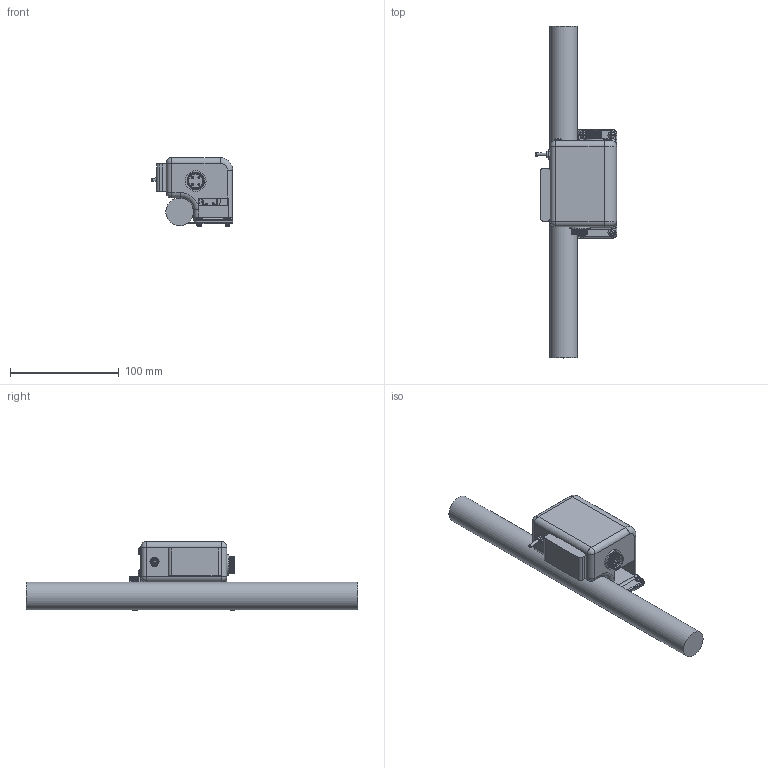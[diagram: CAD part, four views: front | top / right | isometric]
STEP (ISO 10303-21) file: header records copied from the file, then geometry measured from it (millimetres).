
FILE_DESCRIPTION(/* description */ (''),/* implementation_level */ '2;1');
FILE_NAME(/* name */ '4WD Engagement Switch Model v21.step',/* time_stamp */ '2024-02-08T20:50:44-05:00',/* author */ (''),/* organization */ (''),/* preprocessor_version */ 'ST-DEVELOPER v20',/* originating_system */ 'Autodesk Translation Framework v12.20.1.177',/* authorisation */ '');
FILE_SCHEMA (('AUTOMOTIVE_DESIGN { 1 0 10303 214 3 1 1 }'));
Length unit declared in the file: millimetre
Products named in the file (16): 4WD Engagement Switch Model; Aviation Plugs; 6mm SPDT Mini Toggle Switch; Body; Body001; Body002; Body003; Body004; Body005; Array; Body006; M4 x 6mm; Aviation Plugs_1; 4 pin aviation f; 4 pin aviation nut; 4 pin aviation f plastic
Assembly tree (27 placements, depth 4):
  4WD Engagement Switch Model
    Aviation Plugs
      4 pin aviation f
      4 pin aviation nut
      4 pin aviation f plastic
    6mm SPDT Mini Toggle Switch
      Body
      Body001
      Body002
      Body003
      Body004
      Body005
      Array
        Body006  x3
    M4 x 6mm  x8
    Aviation Plugs_1
      4 pin aviation f
      4 pin aviation nut
      4 pin aviation f plastic
Bounding box: 74.69 x 304.8 x 63.11 mm (x, y, z)
Volume: 294233.8 mm3; surface area: 99748.4 mm2
Topology: 28 solids, 28 shells, 924 faces, 2678 edges, 1824 vertices
Faces by surface type: plane 447, cylinder 359, bspline 44, torus 31, cone 30, sphere 13
Full cylindrical faces by diameter (mm): 1.4 x8, 1.84 x16, 3.356 x88, 3.9 x1, 4.5 x12, 5.8 x2, 6 x8, 6.25 x1, 6.3 x4, 9 x1, 13 x2, 14.1 x4, 15 x14, 15.009 x10, 15.896 x4, 16 x2, 19 x2, 25.4 x1
Entity records: 29897 total; most frequent: CARTESIAN_POINT 17016, ORIENTED_EDGE 2578, DIRECTION 2554, EDGE_CURVE 1289, AXIS2_PLACEMENT_3D 930, VERTEX_POINT 818, LINE 694, VECTOR 694
